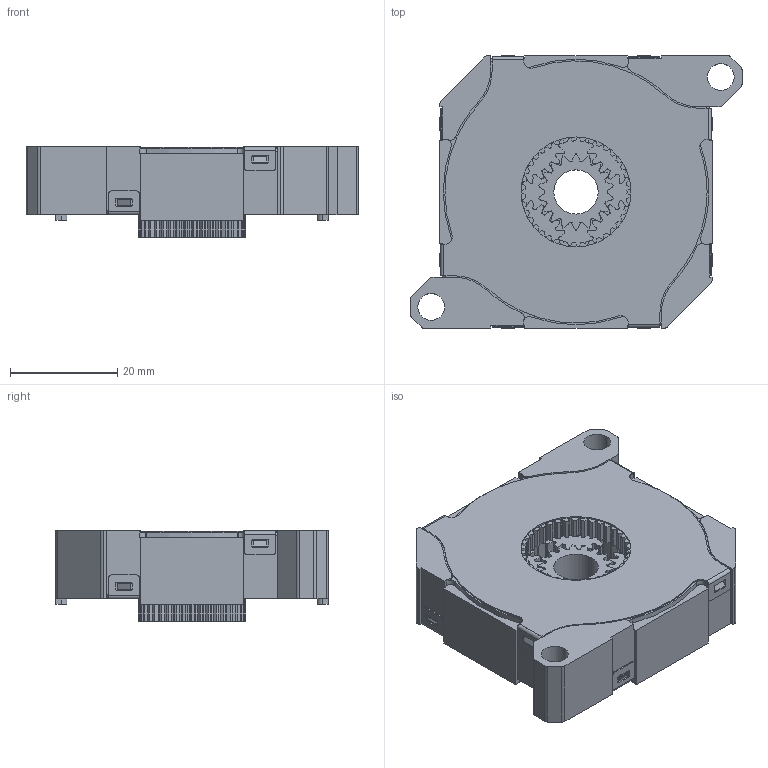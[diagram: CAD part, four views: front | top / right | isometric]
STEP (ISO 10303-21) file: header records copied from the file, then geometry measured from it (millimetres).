
FILE_DESCRIPTION (( 'STEP AP203' ), '1' );
FILE_NAME ('REV-21-2103.STEP', '2021-12-06T14:32:19', ( '' ), ( '' ), 'SwSTEP 2.0', 'SolidWorks 2022', '' );
FILE_SCHEMA (( 'CONFIG_CONTROL_DESIGN' ));
Length unit declared in the file: inch
Products named in the file (1): REV-21-2103
Bounding box: 61.91 x 50.8 x 16.85 mm (x, y, z)
Volume: 23965.4 mm3; surface area: 28066.6 mm2
Topology: 15 solids, 15 shells, 1740 faces, 5014 edges, 3316 vertices
Faces by surface type: cylinder 830, bspline 616, plane 270, cone 24
Entity records: 90885 total; most frequent: CARTESIAN_POINT 47751, ORIENTED_EDGE 10028, DIRECTION 7696, EDGE_CURVE 5014, VERTEX_POINT 3316, AXIS2_PLACEMENT_3D 2825, LINE 2046, VECTOR 2046
